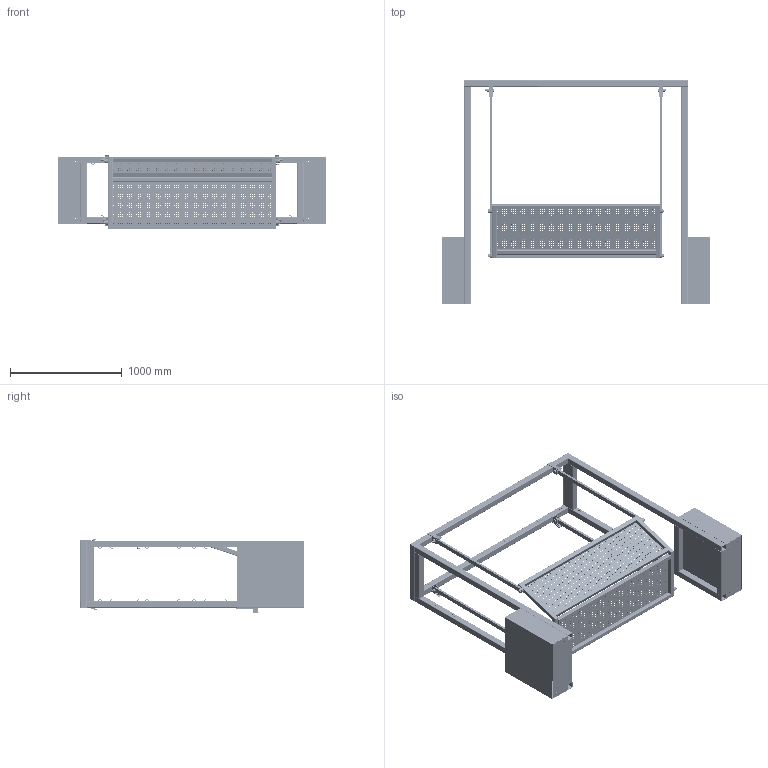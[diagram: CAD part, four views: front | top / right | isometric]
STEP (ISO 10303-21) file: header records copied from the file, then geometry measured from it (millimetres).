
FILE_DESCRIPTION (( 'STEP AP214' ), '1' );
FILE_NAME ('Gisele_2020_3p.STEP', '2024-09-30T15:38:47', ( '' ), ( '' ), 'SwSTEP 2.0', 'SolidWorks 2017', '' );
FILE_SCHEMA (( 'AUTOMOTIVE_DESIGN' ));
Length unit declared in the file: millimetre
Products named in the file (16): Bague_Bronze_16-20-30; Bague_Colerette_20-23-16,5; Bague_Bronze_16-20-20; socket button head screw_iso_ISO 7380 - M5 x 10 - 10N; plain washer grade a_din_Washer DIN 125 - A 17; Tole_Assise_3p_D‚faut<Brut d''usinage>; Barre_Av; Barre_Arr; Suspente_3p_D‚faut<Brut d''usinage>; hex bolt gradec_iso_ISO 4016 - M16 x 65 x 38-WN; Bague_Colerette_20-23-21,5; Gisele_2020_3p; Jambe_D‚faut<Brut d''usinage>; Bac_v2; Structure_Assise_3p_D‚faut<Brut d''usinage>; hex nut gradec_iso_ISO - 4034 - M16 - N
Assembly tree (56 placements, depth 2):
  Gisele_2020_3p
    Jambe_D‚faut<Brut d''usinage>  x2
    Bac_v2  x2
    Suspente_3p_D‚faut<Brut d''usinage>
    Structure_Assise_3p_D‚faut<Brut d''usinage>
    Tole_Assise_3p_D‚faut<Brut d''usinage>  x2
    Bague_Colerette_20-23-21,5  x4
    Bague_Colerette_20-23-16,5  x8
    Bague_Bronze_16-20-30  x4
    Barre_Arr  x2
    Barre_Av  x2
    Bague_Bronze_16-20-20  x4
    hex nut gradec_iso_ISO - 4034 - M16 - N  x8
    plain washer grade a_din_Washer DIN 125 - A 17  x4
    hex bolt gradec_iso_ISO 4016 - M16 x 65 x 38-WN  x4
    socket button head screw_iso_ISO 7380 - M5 x 10 - 10N  x8
Bounding box: 2400 x 2000 x 665.68 mm (x, y, z)
Volume: 26029347.4 mm3; surface area: 17719394.5 mm2
Topology: 130 solids, 130 shells, 7272 faces, 20418 edges, 13426 vertices
Faces by surface type: cylinder 6028, plane 904, cone 192, torus 100, bspline 32, sphere 16
Entity records: 129103 total; most frequent: DIRECTION 23456, CARTESIAN_POINT 22432, ORIENTED_EDGE 20498, EDGE_CURVE 10249, AXIS2_PLACEMENT_3D 9760, VERTEX_POINT 6772, EDGE_LOOP 6463, CIRCLE 6081
